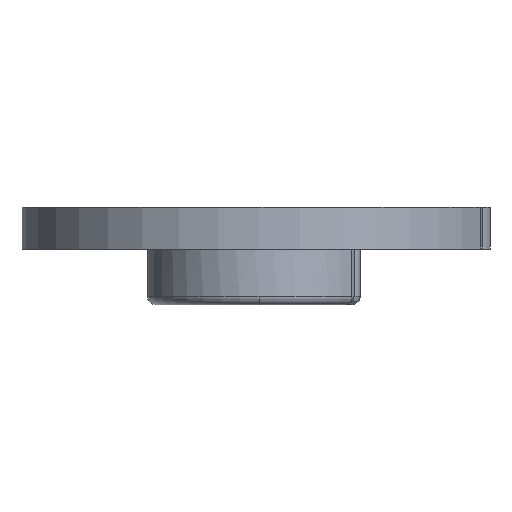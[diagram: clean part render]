
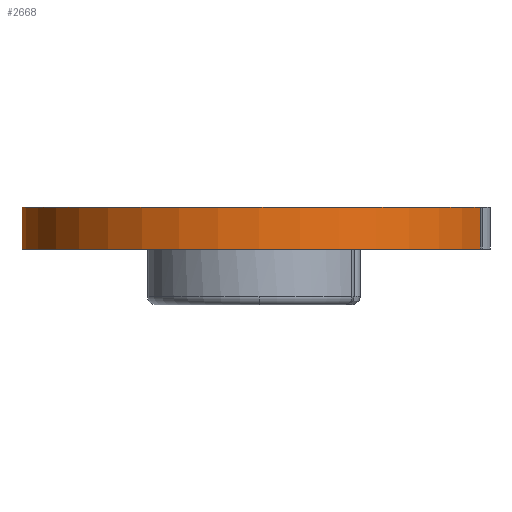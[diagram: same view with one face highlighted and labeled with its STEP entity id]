
A CAD part, left-side view. The second image highlights one B-rep face of the part: STEP entity #2668.
In plain terms, the highlighted cylindrical face has radius 8.5 mm (diameter 17 mm), a partial arc.
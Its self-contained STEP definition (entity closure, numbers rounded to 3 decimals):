
#1036 = LINE ( 'NONE', #1237, #1236 ) ;
#1038 = CARTESIAN_POINT ( 'NONE',  ( -3.054, -7.932, 0. ) ) ;
#1235 = DIRECTION ( 'NONE',  ( 0., 0., 1. ) ) ;
#1236 = VECTOR ( 'NONE', #1235, 1000. ) ;
#1237 = CARTESIAN_POINT ( 'NONE',  ( -3.054, -7.932, -4.014 ) ) ;
#1332 = CARTESIAN_POINT ( 'NONE',  ( -3.054, -7.932, -1.5 ) ) ;
#1534 = CARTESIAN_POINT ( 'NONE',  ( 2.036, -8.253, 0. ) ) ;
#1535 = DIRECTION ( 'NONE',  ( 0., -1., 0. ) ) ;
#1536 = DIRECTION ( 'NONE',  ( 0., 0., -1. ) ) ;
#1537 = CARTESIAN_POINT ( 'NONE',  ( 0., 0., 0. ) ) ;
#1538 = AXIS2_PLACEMENT_3D ( 'NONE', #1537, #1536, #1535 ) ;
#1539 = CIRCLE ( 'NONE', #1538, 8.5 ) ;
#1580 = DIRECTION ( 'NONE',  ( 0., 0., -1. ) ) ;
#1581 = VECTOR ( 'NONE', #1580, 1000. ) ;
#1582 = CARTESIAN_POINT ( 'NONE',  ( 2.036, -8.253, -4.014 ) ) ;
#1583 = LINE ( 'NONE', #1582, #1581 ) ;
#1585 = DIRECTION ( 'NONE',  ( 0., -1., 0. ) ) ;
#1586 = DIRECTION ( 'NONE',  ( 0., 0., 1. ) ) ;
#1587 = AXIS2_PLACEMENT_3D ( 'NONE', #1612, #1586, #1585 ) ;
#1591 = FACE_OUTER_BOUND ( 'NONE', #2669, .T. ) ;
#1611 = CYLINDRICAL_SURFACE ( 'NONE', #1587, 8.5 ) ;
#1612 = CARTESIAN_POINT ( 'NONE',  ( 0., 0., -4.014 ) ) ;
#2192 = CIRCLE ( 'NONE', #2197, 8.5 ) ;
#2194 = DIRECTION ( 'NONE',  ( 0., 0., -1. ) ) ;
#2195 = DIRECTION ( 'NONE',  ( 0., -1., 0. ) ) ;
#2196 = CARTESIAN_POINT ( 'NONE',  ( 0., 0., -1.5 ) ) ;
#2197 = AXIS2_PLACEMENT_3D ( 'NONE', #2196, #2194, #2195 ) ;
#2204 = CARTESIAN_POINT ( 'NONE',  ( 2.036, -8.253, -1.5 ) ) ;
#2594 = VERTEX_POINT ( 'NONE', #1038 ) ;
#2596 = EDGE_CURVE ( 'NONE', #2604, #2594, #1036, .T. ) ;
#2604 = VERTEX_POINT ( 'NONE', #1332 ) ;
#2648 = EDGE_CURVE ( 'NONE', #2594, #2649, #1539, .T. ) ;
#2649 = VERTEX_POINT ( 'NONE', #1534 ) ;
#2668 = ADVANCED_FACE ( 'NONE', ( #1591 ), #1611, .T. ) ;
#2669 = EDGE_LOOP ( 'NONE', ( #2670, #2671, #2672, #2697 ) ) ;
#2670 = ORIENTED_EDGE ( 'NONE', *, *, #2596, .T. ) ;
#2671 = ORIENTED_EDGE ( 'NONE', *, *, #2648, .T. ) ;
#2672 = ORIENTED_EDGE ( 'NONE', *, *, #2673, .T. ) ;
#2673 = EDGE_CURVE ( 'NONE', #2649, #2695, #1583, .T. ) ;
#2695 = VERTEX_POINT ( 'NONE', #2204 ) ;
#2697 = ORIENTED_EDGE ( 'NONE', *, *, #2698, .F. ) ;
#2698 = EDGE_CURVE ( 'NONE', #2604, #2695, #2192, .T. ) ;
